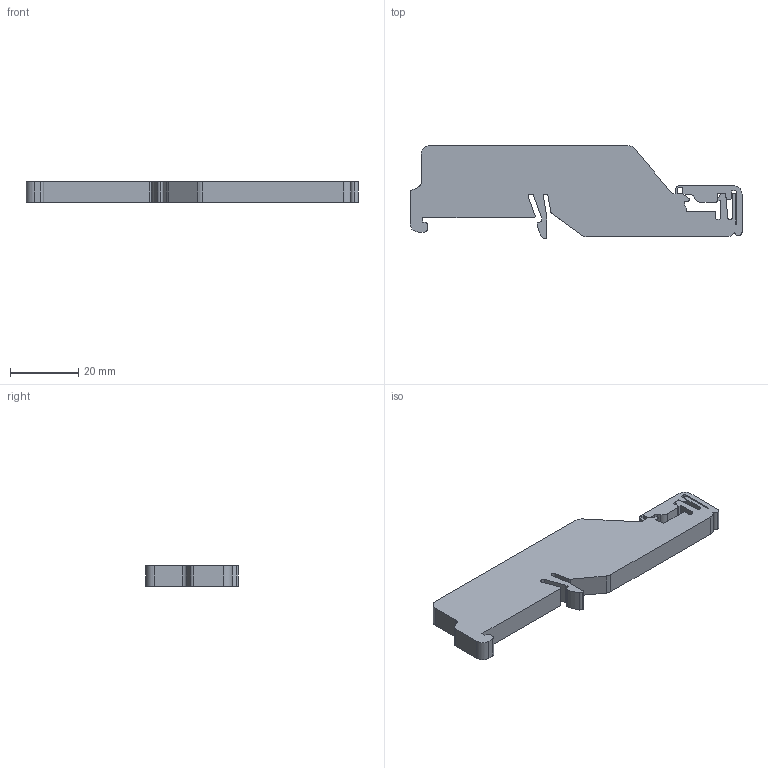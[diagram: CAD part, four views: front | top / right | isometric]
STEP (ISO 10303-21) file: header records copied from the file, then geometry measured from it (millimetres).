
FILE_DESCRIPTION(('HOOPS Exchange Step'),'2;1');
FILE_NAME('export-572F5377-10D7-4341-A3AA-AFDEC4F5CE4C.stp','2023-04-15T14:13:54+02:00',('Engineering'),('Alibre'),'HOOPS Exchange 2021.0','Alibre','Unknown authorisation');
FILE_SCHEMA( ('AP242_MANAGED_MODEL_BASED_3D_ENGINEERING_MIM_LF {1 0 10303 442 1 1 4 }') );
Length unit declared in the file: millimetre
Products named in the file (2): 3698-1 Support bracket - AB-SK 65 for busbars - 3026489; 3698 Support bracket - AB-SK 65 for busbars - 3026489
Assembly tree (1 placements, depth 2):
  3698 Support bracket - AB-SK 65 for busbars - 3026489
    3698-1 Support bracket - AB-SK 65 for busbars - 3026489
Bounding box: 97.3 x 27.2 x 6.15 mm (x, y, z)
Volume: 11822.5 mm3; surface area: 6173 mm2
Topology: 1 solids, 1 shells, 106 faces, 312 edges, 208 vertices
Faces by surface type: plane 60, cylinder 46
Entity records: 3624 total; most frequent: CARTESIAN_POINT 631, DIRECTION 626, ORIENTED_EDGE 624, EDGE_CURVE 312, VECTOR 220, LINE 220, VERTEX_POINT 208, AXIS2_PLACEMENT_3D 203
